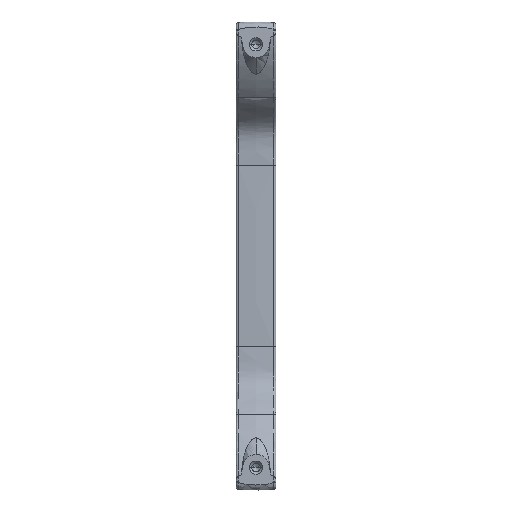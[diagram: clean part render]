
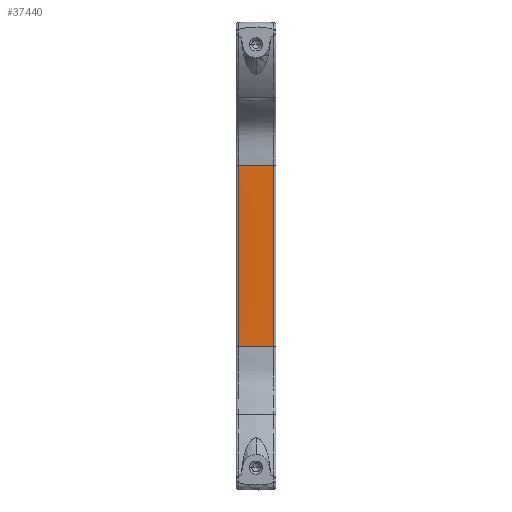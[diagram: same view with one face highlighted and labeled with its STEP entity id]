
A CAD part, front view. The second image highlights one B-rep face of the part: STEP entity #37440.
In plain terms, the highlighted face is a extrusion surface.
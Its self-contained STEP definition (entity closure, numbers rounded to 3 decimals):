
#470=CARTESIAN_POINT('',(14.244,24.518,
-66.248));
#480=VERTEX_POINT('',#470);
#530=CARTESIAN_POINT('',(14.244,24.518,
2.248));
#540=CARTESIAN_POINT('',(14.244,24.518,
2.211));
#550=CARTESIAN_POINT('',(14.244,24.518,
2.174));
#560=CARTESIAN_POINT('',(14.244,24.518,
-9.242));
#570=CARTESIAN_POINT('',(14.244,24.518,
-20.621));
#580=CARTESIAN_POINT('',(14.244,24.518,
-43.379));
#590=CARTESIAN_POINT('',(14.244,24.518,
-54.759));
#600=CARTESIAN_POINT('',(14.244,24.518,
-66.174));
#610=CARTESIAN_POINT('',(14.244,24.518,
-66.211));
#620=CARTESIAN_POINT('',(14.244,24.518,
-66.248));
#630=B_SPLINE_CURVE_WITH_KNOTS('',3,(#530,#540,#550,#560,#570,#580,#590,
#600,#610,#620),.UNSPECIFIED.,.F.,.F.,(4,2,2,2,4),(0.,0.11,
34.248,68.385,68.495),.UNSPECIFIED.);
#640=CARTESIAN_POINT('',(14.244,24.518,
2.248));
#650=VERTEX_POINT('',#640);
#660=EDGE_CURVE('',#650,#480,#630,.T.);
#36810=CARTESIAN_POINT('',(126.001,32.666,
50.248));
#36820=CARTESIAN_POINT('',(89.,29.969,
50.248));
#36830=CARTESIAN_POINT('',(52.,27.271,
50.248));
#36840=CARTESIAN_POINT('',(13.929,24.496,
50.248));
#36850=CARTESIAN_POINT('',(11.198,24.276,
50.248));
#36860=CARTESIAN_POINT('',(7.5,24.276,
50.248));
#36870=CARTESIAN_POINT('',(3.802,24.276,
50.248));
#36880=CARTESIAN_POINT('',(1.071,24.496,
50.248));
#36890=CARTESIAN_POINT('',(-37.,27.271,
50.248));
#36900=CARTESIAN_POINT('',(-74.,29.969,
50.248));
#36910=CARTESIAN_POINT('',(-111.001,32.666,
50.248));
#36920=B_SPLINE_CURVE_WITH_KNOTS('',3,(#36810,#36820,#36830,#36840,
#36850,#36860,#36870,#36880,#36890,#36900,#36910),.UNSPECIFIED.,.F.,.F.,
(4,2,3,2,4),(-259.385,0.,7.507,15.015,
274.399),.UNSPECIFIED.);
#36930=DIRECTION('',(0.,0.,-1.));
#36940=VECTOR('',#36930,1.);
#36950=SURFACE_OF_LINEAR_EXTRUSION('',#36920,#36940);
#36960=CARTESIAN_POINT('',(126.001,32.666,
2.248));
#36970=CARTESIAN_POINT('',(89.,29.969,
2.248));
#36980=CARTESIAN_POINT('',(52.,27.271,
2.248));
#36990=CARTESIAN_POINT('',(13.929,24.496,
2.248));
#37000=CARTESIAN_POINT('',(11.198,24.276,
2.248));
#37010=CARTESIAN_POINT('',(7.5,24.276,
2.248));
#37020=CARTESIAN_POINT('',(3.802,24.276,
2.248));
#37030=CARTESIAN_POINT('',(1.071,24.496,
2.248));
#37040=CARTESIAN_POINT('',(-37.,27.271,
2.248));
#37050=CARTESIAN_POINT('',(-74.,29.969,
2.248));
#37060=CARTESIAN_POINT('',(-111.001,32.666,
2.248));
#37070=B_SPLINE_CURVE_WITH_KNOTS('',3,(#36960,#36970,#36980,#36990,
#37000,#37010,#37020,#37030,#37040,#37050,#37060),.UNSPECIFIED.,.F.,.F.,
(4,2,3,2,4),(-259.385,0.,7.507,15.015,
274.399),.UNSPECIFIED.);
#37080=CARTESIAN_POINT('',(0.756,24.518,
2.248));
#37090=VERTEX_POINT('',#37080);
#37100=EDGE_CURVE('',#650,#37090,#37070,.T.);
#37110=ORIENTED_EDGE('',*,*,#37100,.T.);
#37120=ORIENTED_EDGE('',*,*,#660,.F.);
#37130=CARTESIAN_POINT('',(126.001,32.666,
-66.248));
#37140=CARTESIAN_POINT('',(89.,29.969,
-66.248));
#37150=CARTESIAN_POINT('',(52.,27.271,
-66.248));
#37160=CARTESIAN_POINT('',(13.929,24.496,
-66.248));
#37170=CARTESIAN_POINT('',(11.198,24.276,
-66.248));
#37180=CARTESIAN_POINT('',(7.5,24.276,
-66.248));
#37190=CARTESIAN_POINT('',(3.802,24.276,
-66.248));
#37200=CARTESIAN_POINT('',(1.071,24.496,
-66.248));
#37210=CARTESIAN_POINT('',(-37.,27.271,
-66.248));
#37220=CARTESIAN_POINT('',(-74.,29.969,
-66.248));
#37230=CARTESIAN_POINT('',(-111.001,32.666,
-66.248));
#37240=B_SPLINE_CURVE_WITH_KNOTS('',3,(#37130,#37140,#37150,#37160,
#37170,#37180,#37190,#37200,#37210,#37220,#37230),.UNSPECIFIED.,.F.,.F.,
(4,2,3,2,4),(-259.385,0.,7.507,15.015,
274.399),.UNSPECIFIED.);
#37250=CARTESIAN_POINT('',(0.756,24.518,
-66.248));
#37260=VERTEX_POINT('',#37250);
#37270=EDGE_CURVE('',#480,#37260,#37240,.T.);
#37280=ORIENTED_EDGE('',*,*,#37270,.F.);
#37290=CARTESIAN_POINT('',(0.756,24.518,
2.248));
#37300=CARTESIAN_POINT('',(0.756,24.518,
2.211));
#37310=CARTESIAN_POINT('',(0.756,24.518,
2.174));
#37320=CARTESIAN_POINT('',(0.756,24.518,
-9.242));
#37330=CARTESIAN_POINT('',(0.756,24.518,
-20.621));
#37340=CARTESIAN_POINT('',(0.756,24.518,
-43.379));
#37350=CARTESIAN_POINT('',(0.756,24.518,
-54.759));
#37360=CARTESIAN_POINT('',(0.756,24.518,
-66.174));
#37370=CARTESIAN_POINT('',(0.756,24.518,
-66.211));
#37380=CARTESIAN_POINT('',(0.756,24.518,
-66.248));
#37390=B_SPLINE_CURVE_WITH_KNOTS('',3,(#37290,#37300,#37310,#37320,
#37330,#37340,#37350,#37360,#37370,#37380),.UNSPECIFIED.,.F.,.F.,(4,2,2,
2,4),(0.,0.11,34.248,68.385,
68.495),.UNSPECIFIED.);
#37400=EDGE_CURVE('',#37090,#37260,#37390,.T.);
#37410=ORIENTED_EDGE('',*,*,#37400,.T.);
#37420=EDGE_LOOP('',(#37410,#37280,#37120,#37110));
#37430=FACE_OUTER_BOUND('',#37420,.T.);
#37440=ADVANCED_FACE('',(#37430),#36950,.T.);
